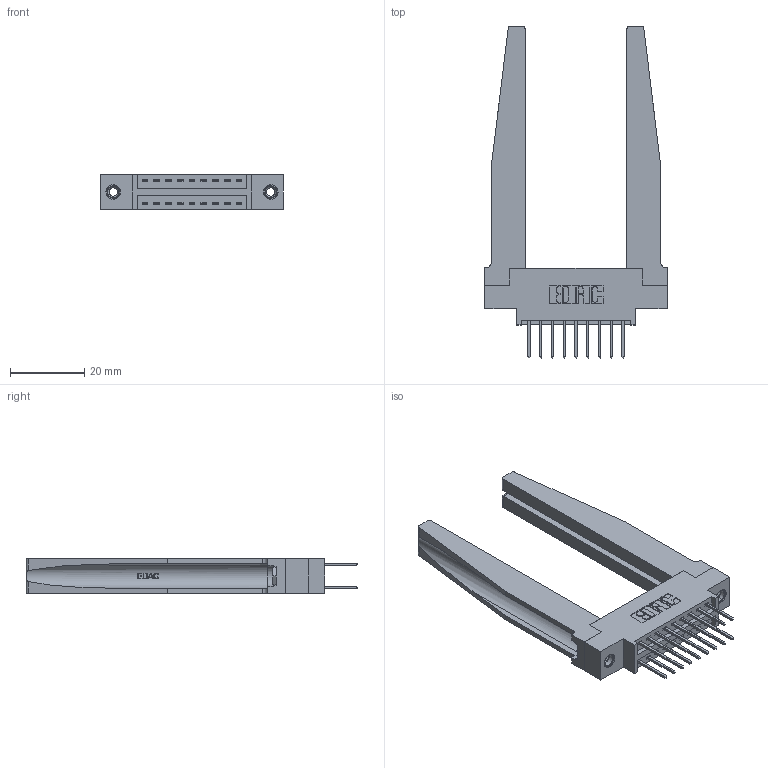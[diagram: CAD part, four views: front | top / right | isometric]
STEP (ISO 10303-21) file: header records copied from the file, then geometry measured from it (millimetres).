
FILE_DESCRIPTION (( 'STEP AP203' ), '1' );
FILE_NAME ('346-018-526-878.STEP', '2022-05-18T17:26:12', ( '' ), ( '' ), 'SwSTEP 2.0', 'SolidWorks 2020', '' );
FILE_SCHEMA (( 'CONFIG_CONTROL_DESIGN' ));
Length unit declared in the file: inch
Products named in the file (5): 346 Part_0.170 Offset - 0.156 Dia-TH; 346-220-078_345-220-078; 346-018-526-878; 345-292-001_345-293-126; 345-250-001_345-250-001-102
Assembly tree (23 placements, depth 2):
  346-018-526-878
    346 Part_0.170 Offset - 0.156 Dia-TH
    345-292-001_345-293-126  x18
    346-220-078_345-220-078  x2
    345-250-001_345-250-001-102  x2
Bounding box: 49.15 x 89.41 x 9.4 mm (x, y, z)
Volume: 11302 mm3; surface area: 12403.8 mm2
Topology: 23 solids, 23 shells, 1310 faces, 3775 edges, 2482 vertices
Faces by surface type: plane 866, cylinder 392, bspline 36, cone 12, torus 4
Entity records: 15630 total; most frequent: CARTESIAN_POINT 3565, ORIENTED_EDGE 2386, DIRECTION 2179, EDGE_CURVE 1193, LINE 931, VECTOR 931, VERTEX_POINT 788, AXIS2_PLACEMENT_3D 624
